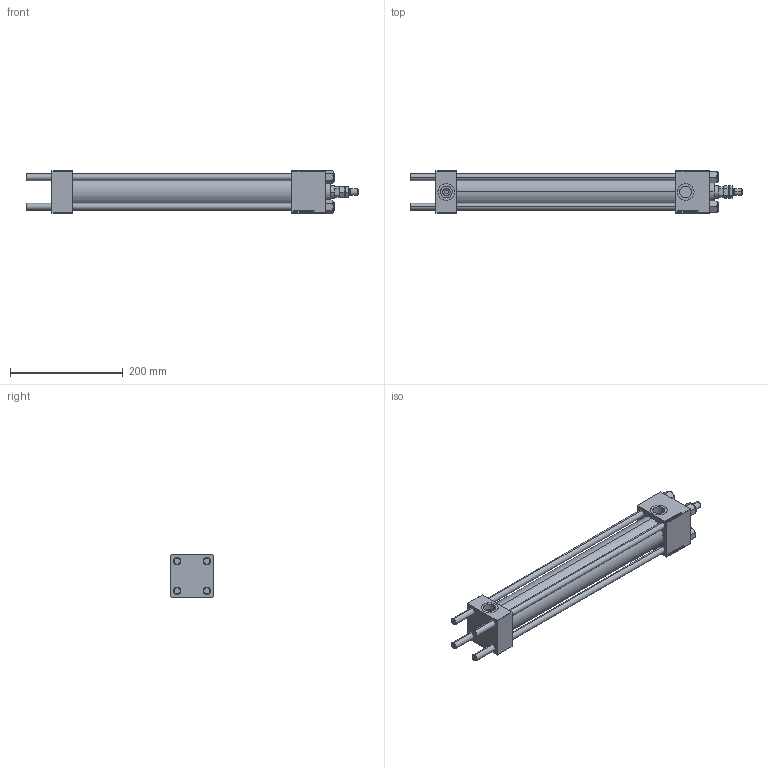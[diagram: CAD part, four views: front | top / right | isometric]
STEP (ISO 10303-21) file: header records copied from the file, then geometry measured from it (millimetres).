
FILE_DESCRIPTION (( 'STEP AP203' ), '1' );
FILE_NAME ('6e07.STEP', '2023-08-26T15:21:27', ( '' ), ( '' ), 'SwSTEP 2.0', 'SolidWorks 2019', '' );
FILE_SCHEMA (( 'CONFIG_CONTROL_DESIGN' ));
Length unit declared in the file: millimetre
Products named in the file (7): NUT_M5 57155d4a62b3b515ea45d3a951d8b6de; CR025_012_A_0_G_A_G_M_020_+#_##_TYCINKA 57155d4a62b3b515ea45d3a951d8b6de; V215CR_VCP 57155d4a62b3b515ea45d3a951d8b6de; 6e07; V215_VC_A 57155d4a62b3b515ea45d3a951d8b6de; MTA 57155d4a62b3b515ea45d3a951d8b6de; V215CR_BODY_A 57155d4a62b3b515ea45d3a951d8b6de
Assembly tree (12 placements, depth 2):
  6e07
    V215CR_BODY_A 57155d4a62b3b515ea45d3a951d8b6de
    CR025_012_A_0_G_A_G_M_020_+#_##_TYCINKA 57155d4a62b3b515ea45d3a951d8b6de  x4
    NUT_M5 57155d4a62b3b515ea45d3a951d8b6de  x4
    V215CR_VCP 57155d4a62b3b515ea45d3a951d8b6de
    V215_VC_A 57155d4a62b3b515ea45d3a951d8b6de
    MTA 57155d4a62b3b515ea45d3a951d8b6de
Bounding box: 588 x 75 x 75.54 mm (x, y, z)
Volume: 1136636.1 mm3; surface area: 348523.7 mm2
Topology: 12 solids, 12 shells, 1183 faces, 2946 edges, 1901 vertices
Faces by surface type: plane 535, bspline 392, cone 164, cylinder 82, torus 10
Entity records: 51337 total; most frequent: CARTESIAN_POINT 27472, ORIENTED_EDGE 5384, DIRECTION 3422, EDGE_CURVE 2692, VERTEX_POINT 1757, VECTOR 1600, LINE 1600, EDGE_LOOP 1193
